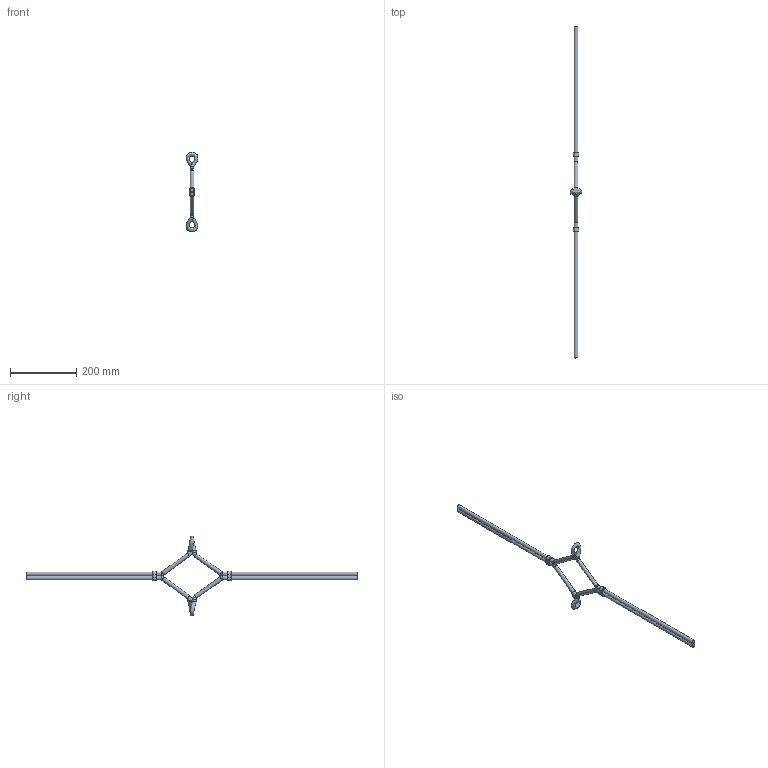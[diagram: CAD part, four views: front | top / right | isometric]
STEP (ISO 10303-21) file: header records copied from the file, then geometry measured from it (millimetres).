
FILE_DESCRIPTION (( 'STEP AP203' ), '1' );
FILE_NAME ('18301-240.STEP', '2021-11-24T15:19:38', ( '' ), ( '' ), 'SwSTEP 2.0', 'SolidWorks 2018', '' );
FILE_SCHEMA (( 'CONFIG_CONTROL_DESIGN' ));
Length unit declared in the file: millimetre
Products named in the file (8): 18301-240 Teil3; 18301-240 Teil3_18301-240 Teil3; 18301-240 Teil2; 18301-240 Teil1_18301-240 Teil1; 18301-240 Teil1; 18301-240; 18301-240 Teil2_18301-240 Teil2
Assembly tree (4 placements, depth 2):
  18301-240 Teil3
  18301-240 Teil3
  18301-240 Teil2
  18301-240 Teil1
  18301-240
    18301-240 Teil1_18301-240 Teil1
    18301-240 Teil2_18301-240 Teil2
    18301-240 Teil3_18301-240 Teil3  x2
Bounding box: 35.28 x 1000 x 240.03 mm (x, y, z)
Volume: 258479.5 mm3; surface area: 90409.4 mm2
Topology: 4 solids, 4 shells, 323 faces, 835 edges, 546 vertices
Faces by surface type: plane 154, bspline 127, cylinder 28, torus 14
Full cylindrical faces by diameter (mm): 12 x12
Entity records: 17285 total; most frequent: CARTESIAN_POINT 10001, ORIENTED_EDGE 1538, DIRECTION 935, EDGE_CURVE 769, VERTEX_POINT 518, LINE 479, VECTOR 479, EDGE_LOOP 355
